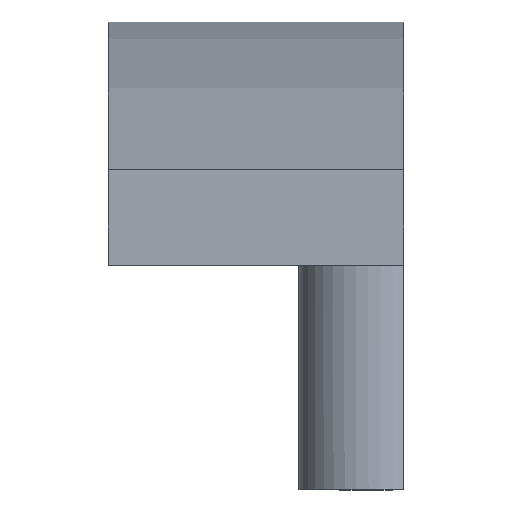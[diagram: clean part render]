
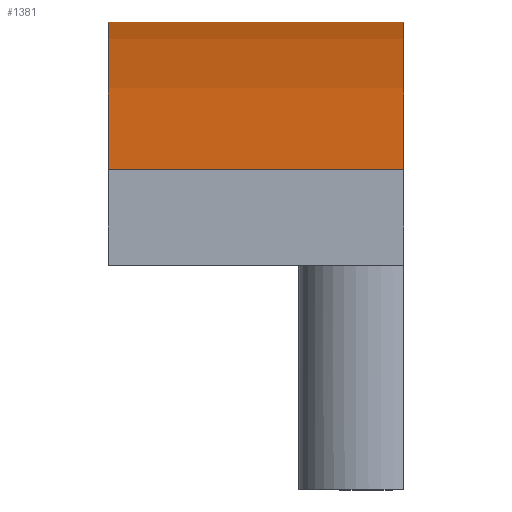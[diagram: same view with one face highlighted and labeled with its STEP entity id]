
A CAD part, front view. The second image highlights one B-rep face of the part: STEP entity #1381.
In plain terms, the highlighted cylindrical face has radius 66.524 mm (diameter 133.048 mm), a partial arc.
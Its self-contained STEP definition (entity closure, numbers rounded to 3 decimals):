
#236=FACE_OUTER_BOUND('',#315,.T.);
#315=EDGE_LOOP('',(#1270,#1271,#1272,#1273));
#420=LINE('',#3137,#527);
#421=LINE('',#3141,#528);
#527=VECTOR('',#1649,10.);
#528=VECTOR('',#1654,10.);
#550=CIRCLE('',#1440,66.524);
#551=CIRCLE('',#1448,66.524);
#679=VERTEX_POINT('',#3114);
#680=VERTEX_POINT('',#3116);
#684=VERTEX_POINT('',#3135);
#685=VERTEX_POINT('',#3139);
#875=EDGE_CURVE('',#679,#680,#550,.T.);
#885=EDGE_CURVE('',#680,#684,#420,.T.);
#886=EDGE_CURVE('',#684,#685,#551,.T.);
#887=EDGE_CURVE('',#679,#685,#421,.T.);
#1270=ORIENTED_EDGE('',*,*,#886,.F.);
#1271=ORIENTED_EDGE('',*,*,#885,.F.);
#1272=ORIENTED_EDGE('',*,*,#875,.F.);
#1273=ORIENTED_EDGE('',*,*,#887,.T.);
#1310=CYLINDRICAL_SURFACE('',#1447,66.524);
#1381=ADVANCED_FACE('',(#236),#1310,.T.);
#1440=AXIS2_PLACEMENT_3D('',#3117,#1626,#1627);
#1447=AXIS2_PLACEMENT_3D('',#3138,#1650,#1651);
#1448=AXIS2_PLACEMENT_3D('',#3140,#1652,#1653);
#1626=DIRECTION('center_axis',(-1.,0.,0.));
#1627=DIRECTION('ref_axis',(0.,0.301,0.953));
#1649=DIRECTION('',(1.,0.,0.));
#1650=DIRECTION('center_axis',(1.,0.,0.));
#1651=DIRECTION('ref_axis',(0.,0.301,0.953));
#1652=DIRECTION('center_axis',(1.,0.,0.));
#1653=DIRECTION('ref_axis',(0.,0.301,0.953));
#1654=DIRECTION('',(1.,0.,0.));
#3114=CARTESIAN_POINT('',(26.92,-20.105,-8.7));
#3116=CARTESIAN_POINT('',(26.92,20.005,-8.7));
#3117=CARTESIAN_POINT('Origin',(26.92,-0.05,-72.129));
#3135=CARTESIAN_POINT('',(33.12,20.005,-8.7));
#3137=CARTESIAN_POINT('',(32.42,20.005,-8.7));
#3138=CARTESIAN_POINT('Origin',(32.42,-0.05,-72.129));
#3139=CARTESIAN_POINT('',(33.12,-20.105,-8.7));
#3140=CARTESIAN_POINT('Origin',(33.12,-0.05,-72.129));
#3141=CARTESIAN_POINT('',(32.42,-20.105,-8.7));
